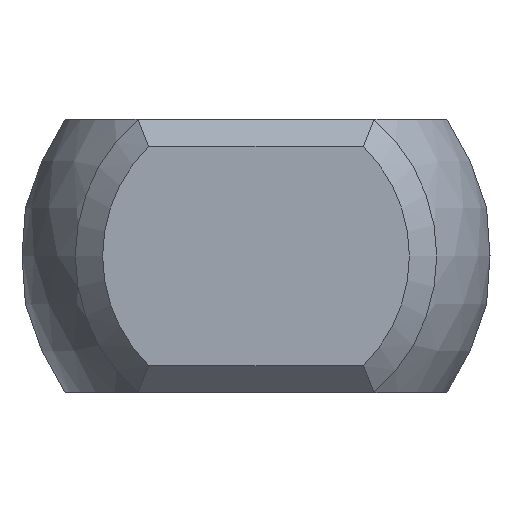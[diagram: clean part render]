
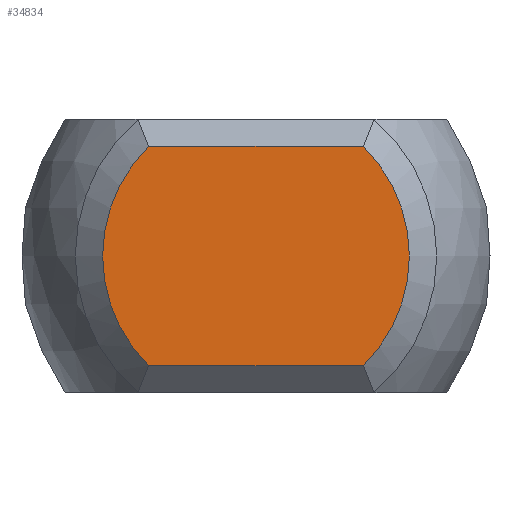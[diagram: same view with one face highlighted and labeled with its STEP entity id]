
A CAD part, left-side view. The second image highlights one B-rep face of the part: STEP entity #34834.
In plain terms, the highlighted planar face has unit normal (-1, 0, 0).
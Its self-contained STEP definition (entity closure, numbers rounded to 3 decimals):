
#33452 = PLANE('',#33453);
#33453 = AXIS2_PLACEMENT_3D('',#33454,#33455,#33456);
#33454 = CARTESIAN_POINT('',(-12.25,3.125,2.25));
#33455 = DIRECTION('',(-0.707,0.,0.707));
#33456 = DIRECTION('',(0.707,0.,0.707));
#34467 = EDGE_CURVE('',#34468,#34470,#34472,.T.);
#34468 = VERTEX_POINT('',#34469);
#34469 = CARTESIAN_POINT('',(-12.5,-1.96,-2.));
#34470 = VERTEX_POINT('',#34471);
#34471 = CARTESIAN_POINT('',(-12.5,1.96,-2.));
#34472 = SURFACE_CURVE('',#34473,(#34477,#34489),.PCURVE_S1.);
#34473 = LINE('',#34474,#34475);
#34474 = CARTESIAN_POINT('',(-12.5,-3.125,-2.));
#34475 = VECTOR('',#34476,1.);
#34476 = DIRECTION('',(0.,1.,0.));
#34477 = PCURVE('',#34478,#34483);
#34478 = PLANE('',#34479);
#34479 = AXIS2_PLACEMENT_3D('',#34480,#34481,#34482);
#34480 = CARTESIAN_POINT('',(-12.25,-3.125,-2.25));
#34481 = DIRECTION('',(-0.707,0.,
    -0.707));
#34482 = DIRECTION('',(-0.707,0.,0.707));
#34483 = DEFINITIONAL_REPRESENTATION('',(#34484),#34488);
#34484 = LINE('',#34485,#34486);
#34485 = CARTESIAN_POINT('',(0.354,0.));
#34486 = VECTOR('',#34487,1.);
#34487 = DIRECTION('',(0.,1.));
#34488 = ( GEOMETRIC_REPRESENTATION_CONTEXT(2) 
PARAMETRIC_REPRESENTATION_CONTEXT() REPRESENTATION_CONTEXT('2D SPACE',''
  ) );
#34489 = PCURVE('',#34490,#34495);
#34490 = PLANE('',#34491);
#34491 = AXIS2_PLACEMENT_3D('',#34492,#34493,#34494);
#34492 = CARTESIAN_POINT('',(-12.5,0.,0.));
#34493 = DIRECTION('',(1.,0.,0.));
#34494 = DIRECTION('',(0.,0.,-1.));
#34495 = DEFINITIONAL_REPRESENTATION('',(#34496),#34500);
#34496 = LINE('',#34497,#34498);
#34497 = CARTESIAN_POINT('',(2.,-3.125));
#34498 = VECTOR('',#34499,1.);
#34499 = DIRECTION('',(0.,1.));
#34500 = ( GEOMETRIC_REPRESENTATION_CONTEXT(2) 
PARAMETRIC_REPRESENTATION_CONTEXT() REPRESENTATION_CONTEXT('2D SPACE',''
  ) );
#34520 = CONICAL_SURFACE('',#34521,3.05,0.785);
#34521 = AXIS2_PLACEMENT_3D('',#34522,#34523,#34524);
#34522 = CARTESIAN_POINT('',(-12.25,0.,0.));
#34523 = DIRECTION('',(1.,0.,0.));
#34524 = DIRECTION('',(-0.,1.,0.));
#34570 = CONICAL_SURFACE('',#34571,3.05,0.785);
#34571 = AXIS2_PLACEMENT_3D('',#34572,#34573,#34574);
#34572 = CARTESIAN_POINT('',(-12.25,0.,0.));
#34573 = DIRECTION('',(1.,0.,0.));
#34574 = DIRECTION('',(0.,-1.,0.));
#34584 = EDGE_CURVE('',#34585,#34587,#34589,.T.);
#34585 = VERTEX_POINT('',#34586);
#34586 = CARTESIAN_POINT('',(-12.5,1.96,2.));
#34587 = VERTEX_POINT('',#34588);
#34588 = CARTESIAN_POINT('',(-12.5,-1.96,2.));
#34589 = SURFACE_CURVE('',#34590,(#34594,#34601),.PCURVE_S1.);
#34590 = LINE('',#34591,#34592);
#34591 = CARTESIAN_POINT('',(-12.5,3.125,2.));
#34592 = VECTOR('',#34593,1.);
#34593 = DIRECTION('',(0.,-1.,0.));
#34594 = PCURVE('',#33452,#34595);
#34595 = DEFINITIONAL_REPRESENTATION('',(#34596),#34600);
#34596 = LINE('',#34597,#34598);
#34597 = CARTESIAN_POINT('',(-0.354,0.));
#34598 = VECTOR('',#34599,1.);
#34599 = DIRECTION('',(0.,-1.));
#34600 = ( GEOMETRIC_REPRESENTATION_CONTEXT(2) 
PARAMETRIC_REPRESENTATION_CONTEXT() REPRESENTATION_CONTEXT('2D SPACE',''
  ) );
#34601 = PCURVE('',#34490,#34602);
#34602 = DEFINITIONAL_REPRESENTATION('',(#34603),#34607);
#34603 = LINE('',#34604,#34605);
#34604 = CARTESIAN_POINT('',(-2.,3.125));
#34605 = VECTOR('',#34606,1.);
#34606 = DIRECTION('',(0.,-1.));
#34607 = ( GEOMETRIC_REPRESENTATION_CONTEXT(2) 
PARAMETRIC_REPRESENTATION_CONTEXT() REPRESENTATION_CONTEXT('2D SPACE',''
  ) );
#34680 = EDGE_CURVE('',#34587,#34468,#34681,.T.);
#34681 = SURFACE_CURVE('',#34682,(#34687,#34694),.PCURVE_S1.);
#34682 = CIRCLE('',#34683,2.8);
#34683 = AXIS2_PLACEMENT_3D('',#34684,#34685,#34686);
#34684 = CARTESIAN_POINT('',(-12.5,0.,0.));
#34685 = DIRECTION('',(1.,0.,0.));
#34686 = DIRECTION('',(0.,-1.,0.));
#34687 = PCURVE('',#34570,#34688);
#34688 = DEFINITIONAL_REPRESENTATION('',(#34689),#34693);
#34689 = LINE('',#34690,#34691);
#34690 = CARTESIAN_POINT('',(-6.283,-0.25));
#34691 = VECTOR('',#34692,1.);
#34692 = DIRECTION('',(1.,0.));
#34693 = ( GEOMETRIC_REPRESENTATION_CONTEXT(2) 
PARAMETRIC_REPRESENTATION_CONTEXT() REPRESENTATION_CONTEXT('2D SPACE',''
  ) );
#34694 = PCURVE('',#34490,#34695);
#34695 = DEFINITIONAL_REPRESENTATION('',(#34696),#34700);
#34696 = CIRCLE('',#34697,2.8);
#34697 = AXIS2_PLACEMENT_2D('',#34698,#34699);
#34698 = CARTESIAN_POINT('',(0.,0.));
#34699 = DIRECTION('',(0.,-1.));
#34700 = ( GEOMETRIC_REPRESENTATION_CONTEXT(2) 
PARAMETRIC_REPRESENTATION_CONTEXT() REPRESENTATION_CONTEXT('2D SPACE',''
  ) );
#34706 = EDGE_CURVE('',#34470,#34585,#34707,.T.);
#34707 = SURFACE_CURVE('',#34708,(#34713,#34720),.PCURVE_S1.);
#34708 = CIRCLE('',#34709,2.8);
#34709 = AXIS2_PLACEMENT_3D('',#34710,#34711,#34712);
#34710 = CARTESIAN_POINT('',(-12.5,0.,0.));
#34711 = DIRECTION('',(1.,0.,0.));
#34712 = DIRECTION('',(-0.,1.,0.));
#34713 = PCURVE('',#34520,#34714);
#34714 = DEFINITIONAL_REPRESENTATION('',(#34715),#34719);
#34715 = LINE('',#34716,#34717);
#34716 = CARTESIAN_POINT('',(0.,-0.25));
#34717 = VECTOR('',#34718,1.);
#34718 = DIRECTION('',(1.,0.));
#34719 = ( GEOMETRIC_REPRESENTATION_CONTEXT(2) 
PARAMETRIC_REPRESENTATION_CONTEXT() REPRESENTATION_CONTEXT('2D SPACE',''
  ) );
#34720 = PCURVE('',#34490,#34721);
#34721 = DEFINITIONAL_REPRESENTATION('',(#34722),#34726);
#34722 = CIRCLE('',#34723,2.8);
#34723 = AXIS2_PLACEMENT_2D('',#34724,#34725);
#34724 = CARTESIAN_POINT('',(0.,0.));
#34725 = DIRECTION('',(0.,1.));
#34726 = ( GEOMETRIC_REPRESENTATION_CONTEXT(2) 
PARAMETRIC_REPRESENTATION_CONTEXT() REPRESENTATION_CONTEXT('2D SPACE',''
  ) );
#34834 = ADVANCED_FACE('',(#34835),#34490,.F.);
#34835 = FACE_BOUND('',#34836,.T.);
#34836 = EDGE_LOOP('',(#34837,#34838,#34839,#34840));
#34837 = ORIENTED_EDGE('',*,*,#34584,.F.);
#34838 = ORIENTED_EDGE('',*,*,#34706,.F.);
#34839 = ORIENTED_EDGE('',*,*,#34467,.F.);
#34840 = ORIENTED_EDGE('',*,*,#34680,.F.);
